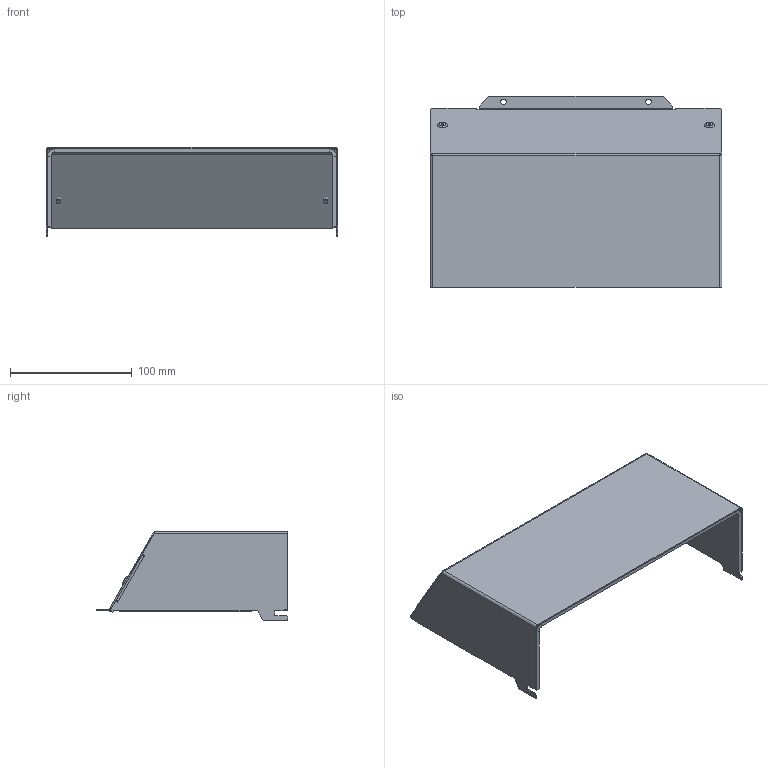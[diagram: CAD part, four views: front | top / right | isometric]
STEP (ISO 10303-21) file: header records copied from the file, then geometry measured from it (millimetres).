
FILE_DESCRIPTION((''),'2;1');
FILE_NAME('RK7512_INTERNAL_DUCT_ASSEMBLY_ASM','2022-10-28T11:46:33',('sant'),(''),'CREO PARAMETRIC BY PTC INC, 2018260','CREO PARAMETRIC BY PTC INC, 2018260','');
FILE_SCHEMA(('CONFIG_CONTROL_DESIGN'));
Length unit declared in the file: millimetre
Products named in the file (4): RK7512_INTERNAL_DUCT; RIVETED; RK7512_INS_INTERNAL_DUCT; RK7512_INTERNAL_DUCT_ASSEMBLY_ASM
Assembly tree (4 placements, depth 2):
  RK7512_INTERNAL_DUCT_ASSEMBLY_ASM
    RK7512_INTERNAL_DUCT
    RIVETED  x2
    RK7512_INS_INTERNAL_DUCT
Bounding box: 239 x 156.83 x 73 mm (x, y, z)
Volume: 234717.9 mm3; surface area: 250688.7 mm2
Topology: 4 solids, 4 shells, 212 faces, 510 edges, 304 vertices
Faces by surface type: plane 152, cylinder 44, bspline 8, torus 8
Entity records: 6093 total; most frequent: CARTESIAN_POINT 1343, ORIENTED_EDGE 968, DIRECTION 942, EDGE_CURVE 484, VECTOR 386, LINE 386, VERTEX_POINT 288, AXIS2_PLACEMENT_3D 278
